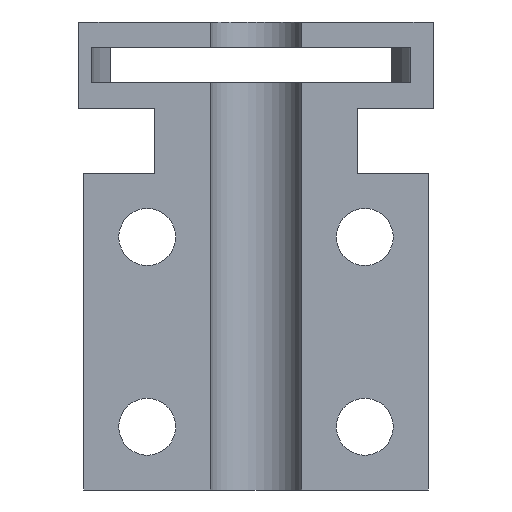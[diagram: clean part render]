
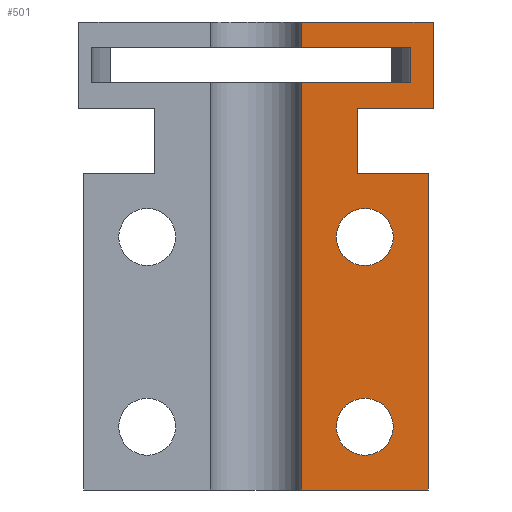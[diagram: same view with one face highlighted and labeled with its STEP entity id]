
A CAD part, front view. The second image highlights one B-rep face of the part: STEP entity #501.
In plain terms, the highlighted planar face has unit normal (0, -1, 0).
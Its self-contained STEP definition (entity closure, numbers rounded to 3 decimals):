
#24=FACE_BOUND('',#77,.T.);
#25=FACE_BOUND('',#78,.T.);
#30=PLANE('',#552);
#46=FACE_OUTER_BOUND('',#76,.T.);
#76=EDGE_LOOP('',(#378,#379,#380,#381,#382,#383,#384,#385,#386,#387,#388,
#389));
#77=EDGE_LOOP('',(#390));
#78=EDGE_LOOP('',(#391));
#100=LINE('',#745,#148);
#103=LINE('',#757,#151);
#121=LINE('',#804,#169);
#122=LINE('',#809,#170);
#123=LINE('',#811,#171);
#124=LINE('',#813,#172);
#125=LINE('',#815,#173);
#126=LINE('',#817,#174);
#127=LINE('',#819,#175);
#128=LINE('',#821,#176);
#129=LINE('',#822,#177);
#130=LINE('',#823,#178);
#148=VECTOR('',#594,10.);
#151=VECTOR('',#605,10.);
#169=VECTOR('',#639,10.);
#170=VECTOR('',#646,10.);
#171=VECTOR('',#647,10.);
#172=VECTOR('',#648,10.);
#173=VECTOR('',#649,10.);
#174=VECTOR('',#650,10.);
#175=VECTOR('',#651,10.);
#176=VECTOR('',#652,10.);
#177=VECTOR('',#653,10.);
#178=VECTOR('',#654,10.);
#207=CIRCLE('',#553,2.25);
#208=CIRCLE('',#554,2.25);
#220=VERTEX_POINT('',#741);
#222=VERTEX_POINT('',#744);
#227=VERTEX_POINT('',#755);
#247=VERTEX_POINT('',#802);
#248=VERTEX_POINT('',#803);
#249=VERTEX_POINT('',#808);
#250=VERTEX_POINT('',#810);
#251=VERTEX_POINT('',#812);
#252=VERTEX_POINT('',#814);
#253=VERTEX_POINT('',#816);
#254=VERTEX_POINT('',#818);
#255=VERTEX_POINT('',#820);
#256=VERTEX_POINT('',#824);
#257=VERTEX_POINT('',#826);
#269=EDGE_CURVE('',#222,#220,#100,.T.);
#275=EDGE_CURVE('',#227,#220,#103,.T.);
#298=EDGE_CURVE('',#247,#248,#121,.T.);
#301=EDGE_CURVE('',#227,#249,#122,.T.);
#302=EDGE_CURVE('',#249,#250,#123,.T.);
#303=EDGE_CURVE('',#250,#251,#124,.T.);
#304=EDGE_CURVE('',#251,#252,#125,.T.);
#305=EDGE_CURVE('',#252,#253,#126,.T.);
#306=EDGE_CURVE('',#254,#253,#127,.T.);
#307=EDGE_CURVE('',#254,#255,#128,.T.);
#308=EDGE_CURVE('',#248,#255,#129,.T.);
#309=EDGE_CURVE('',#222,#247,#130,.T.);
#310=EDGE_CURVE('',#256,#256,#207,.T.);
#311=EDGE_CURVE('',#257,#257,#208,.T.);
#378=ORIENTED_EDGE('',*,*,#301,.T.);
#379=ORIENTED_EDGE('',*,*,#302,.T.);
#380=ORIENTED_EDGE('',*,*,#303,.T.);
#381=ORIENTED_EDGE('',*,*,#304,.T.);
#382=ORIENTED_EDGE('',*,*,#305,.T.);
#383=ORIENTED_EDGE('',*,*,#306,.F.);
#384=ORIENTED_EDGE('',*,*,#307,.T.);
#385=ORIENTED_EDGE('',*,*,#308,.F.);
#386=ORIENTED_EDGE('',*,*,#298,.F.);
#387=ORIENTED_EDGE('',*,*,#309,.F.);
#388=ORIENTED_EDGE('',*,*,#269,.T.);
#389=ORIENTED_EDGE('',*,*,#275,.F.);
#390=ORIENTED_EDGE('',*,*,#310,.T.);
#391=ORIENTED_EDGE('',*,*,#311,.T.);
#501=ADVANCED_FACE('',(#46,#24,#25),#30,.T.);
#552=AXIS2_PLACEMENT_3D('',#807,#644,#645);
#553=AXIS2_PLACEMENT_3D('',#825,#655,#656);
#554=AXIS2_PLACEMENT_3D('',#827,#657,#658);
#594=DIRECTION('',(0.,0.,-1.));
#605=DIRECTION('',(-1.,0.,0.));
#639=DIRECTION('',(0.,0.,-1.));
#644=DIRECTION('center_axis',(0.,-1.,0.));
#645=DIRECTION('ref_axis',(1.,0.,0.));
#646=DIRECTION('',(0.,0.,-1.));
#647=DIRECTION('',(-1.,0.,0.));
#648=DIRECTION('',(0.,0.,-1.));
#649=DIRECTION('',(1.,0.,0.));
#650=DIRECTION('',(0.,0.,1.));
#651=DIRECTION('',(1.,0.,0.));
#652=DIRECTION('',(0.,0.,1.));
#653=DIRECTION('',(-1.,0.,0.));
#654=DIRECTION('',(1.,0.,0.));
#655=DIRECTION('center_axis',(0.,1.,0.));
#656=DIRECTION('ref_axis',(1.,0.,0.));
#657=DIRECTION('center_axis',(0.,1.,0.));
#658=DIRECTION('ref_axis',(1.,0.,0.));
#741=CARTESIAN_POINT('',(3.6,0.,35.));
#744=CARTESIAN_POINT('',(3.6,0.,37.));
#745=CARTESIAN_POINT('',(3.6,0.,25.));
#755=CARTESIAN_POINT('',(12.25,0.,35.));
#757=CARTESIAN_POINT('',(-6.8,0.,35.));
#802=CARTESIAN_POINT('',(14.,0.,37.));
#803=CARTESIAN_POINT('',(14.,0.,30.2));
#804=CARTESIAN_POINT('',(14.,0.,37.));
#807=CARTESIAN_POINT('Origin',(-13.6,0.,0.));
#808=CARTESIAN_POINT('',(12.25,0.,32.2));
#809=CARTESIAN_POINT('',(12.25,0.,37.));
#810=CARTESIAN_POINT('',(3.6,0.,32.2));
#811=CARTESIAN_POINT('',(-1.977,0.,32.2));
#812=CARTESIAN_POINT('',(3.6,0.,0.));
#813=CARTESIAN_POINT('',(3.6,0.,25.));
#814=CARTESIAN_POINT('',(13.6,0.,0.));
#815=CARTESIAN_POINT('',(3.6,0.,0.));
#816=CARTESIAN_POINT('',(13.6,0.,25.));
#817=CARTESIAN_POINT('',(13.6,0.,0.));
#818=CARTESIAN_POINT('',(8.,0.,25.));
#819=CARTESIAN_POINT('',(3.6,0.,25.));
#820=CARTESIAN_POINT('',(8.,0.,30.2));
#821=CARTESIAN_POINT('',(8.,0.,34.));
#822=CARTESIAN_POINT('',(10.,0.,30.2));
#823=CARTESIAN_POINT('',(10.,0.,37.));
#824=CARTESIAN_POINT('',(6.35,0.,20.));
#825=CARTESIAN_POINT('Origin',(8.6,0.,20.));
#826=CARTESIAN_POINT('',(6.35,0.,5.));
#827=CARTESIAN_POINT('Origin',(8.6,0.,5.));
